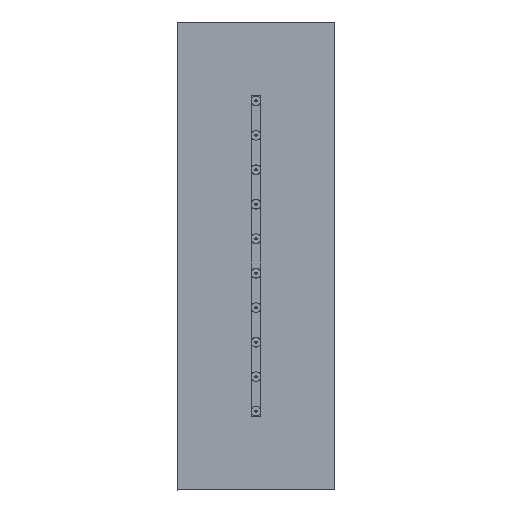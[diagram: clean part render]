
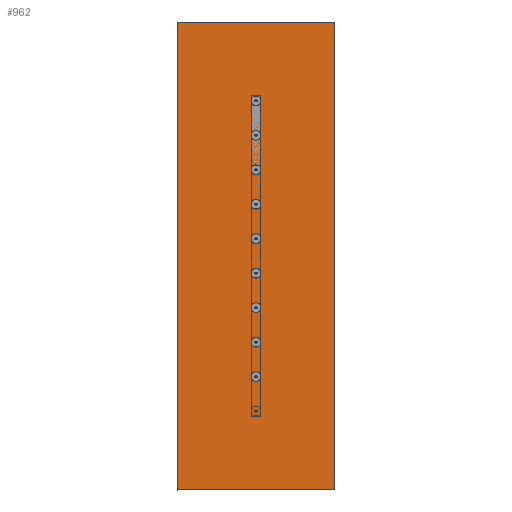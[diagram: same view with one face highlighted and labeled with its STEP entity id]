
A CAD part, top view. The second image highlights one B-rep face of the part: STEP entity #962.
In plain terms, the highlighted face is planar.
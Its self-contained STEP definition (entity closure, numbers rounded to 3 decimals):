
#100=PLANE('',#1164);
#138=LINE('',#1796,#182);
#140=LINE('',#1800,#184);
#142=LINE('',#1804,#186);
#144=LINE('',#1807,#188);
#182=VECTOR('',#1510,10.);
#184=VECTOR('',#1514,10.);
#186=VECTOR('',#1518,10.);
#188=VECTOR('',#1522,10.);
#270=FACE_OUTER_BOUND('',#342,.T.);
#342=EDGE_LOOP('',(#867,#868,#869,#870));
#495=VERTEX_POINT('',#1793);
#496=VERTEX_POINT('',#1795);
#497=VERTEX_POINT('',#1799);
#498=VERTEX_POINT('',#1803);
#616=EDGE_CURVE('',#496,#495,#138,.T.);
#618=EDGE_CURVE('',#497,#496,#140,.T.);
#620=EDGE_CURVE('',#498,#497,#142,.T.);
#622=EDGE_CURVE('',#495,#498,#144,.T.);
#867=ORIENTED_EDGE('',*,*,#616,.T.);
#868=ORIENTED_EDGE('',*,*,#622,.T.);
#869=ORIENTED_EDGE('',*,*,#620,.T.);
#870=ORIENTED_EDGE('',*,*,#618,.T.);
#962=ADVANCED_FACE('',(#270),#100,.F.);
#1164=AXIS2_PLACEMENT_3D('',#1808,#1523,#1524);
#1510=DIRECTION('',(-1.,0.,0.));
#1514=DIRECTION('',(0.,0.,-1.));
#1518=DIRECTION('',(1.,0.,0.));
#1522=DIRECTION('',(0.,0.,1.));
#1523=DIRECTION('center_axis',(0.,-1.,0.));
#1524=DIRECTION('ref_axis',(0.,0.,-1.));
#1793=CARTESIAN_POINT('',(-4407.6,0.,7619.865));
#1795=CARTESIAN_POINT('',(5093.023,0.,7619.865));
#1796=CARTESIAN_POINT('',(3606.212,0.,7619.865));
#1799=CARTESIAN_POINT('',(5093.023,0.,10820.495));
#1800=CARTESIAN_POINT('',(5093.023,0.,9671.68));
#1803=CARTESIAN_POINT('',(-4407.6,0.,10820.495));
#1804=CARTESIAN_POINT('',(3606.212,0.,10820.495));
#1807=CARTESIAN_POINT('',(-4407.6,0.,9671.68));
#1808=CARTESIAN_POINT('Origin',(3606.212,0.,9671.68));
